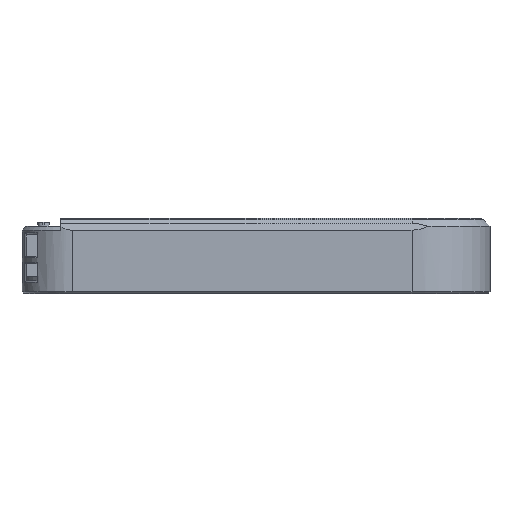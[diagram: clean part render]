
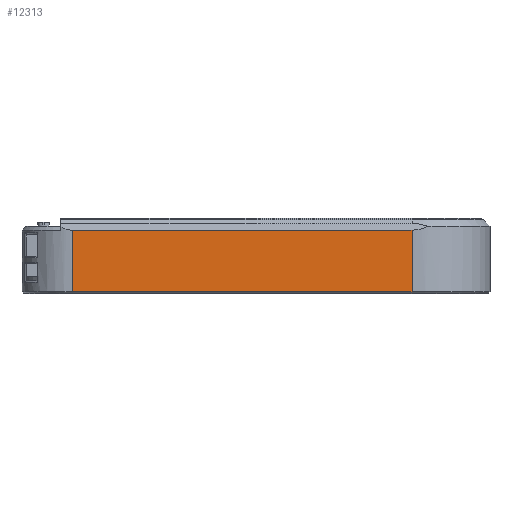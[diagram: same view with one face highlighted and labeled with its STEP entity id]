
A CAD part, left-side view. The second image highlights one B-rep face of the part: STEP entity #12313.
In plain terms, the highlighted planar face has unit normal (-1, 0, 0).
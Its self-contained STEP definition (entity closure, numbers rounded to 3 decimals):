
#893=FACE_OUTER_BOUND('',#1585,.T.);
#1585=EDGE_LOOP('',(#10252,#10253,#10254,#10255));
#2609=LINE('',#18802,#4116);
#3069=LINE('',#19884,#4576);
#3079=LINE('',#19908,#4586);
#3080=LINE('',#19909,#4587);
#4116=VECTOR('',#14789,10.);
#4576=VECTOR('',#15735,10.);
#4586=VECTOR('',#15765,10.);
#4587=VECTOR('',#15766,10.);
#5610=VERTEX_POINT('',#18799);
#5611=VERTEX_POINT('',#18801);
#5869=VERTEX_POINT('',#19882);
#5873=VERTEX_POINT('',#19907);
#6942=EDGE_CURVE('',#5610,#5611,#2609,.T.);
#7460=EDGE_CURVE('',#5869,#5610,#3069,.T.);
#7472=EDGE_CURVE('',#5873,#5869,#3079,.T.);
#7473=EDGE_CURVE('',#5611,#5873,#3080,.T.);
#10252=ORIENTED_EDGE('',*,*,#7460,.F.);
#10253=ORIENTED_EDGE('',*,*,#7472,.F.);
#10254=ORIENTED_EDGE('',*,*,#7473,.F.);
#10255=ORIENTED_EDGE('',*,*,#6942,.F.);
#11777=PLANE('',#13118);
#12313=ADVANCED_FACE('',(#893),#11777,.T.);
#13118=AXIS2_PLACEMENT_3D('',#19906,#15763,#15764);
#14789=DIRECTION('',(0.,0.,1.));
#15735=DIRECTION('',(0.,1.,0.));
#15763=DIRECTION('center_axis',(-1.,0.,0.));
#15764=DIRECTION('ref_axis',(0.,1.,0.));
#15765=DIRECTION('',(0.,0.,-1.));
#15766=DIRECTION('',(0.,-1.,0.));
#18799=CARTESIAN_POINT('',(-64.,57.,-1.55));
#18801=CARTESIAN_POINT('',(-64.,57.,14.3));
#18802=CARTESIAN_POINT('',(-64.,57.,0.));
#19882=CARTESIAN_POINT('',(-64.,-30.,-1.55));
#19884=CARTESIAN_POINT('',(-64.,-15.,-1.55));
#19906=CARTESIAN_POINT('Origin',(-64.,-30.,0.));
#19907=CARTESIAN_POINT('',(-64.,-30.,14.3));
#19908=CARTESIAN_POINT('',(-64.,-30.,0.));
#19909=CARTESIAN_POINT('',(-64.,-22.5,14.3));
